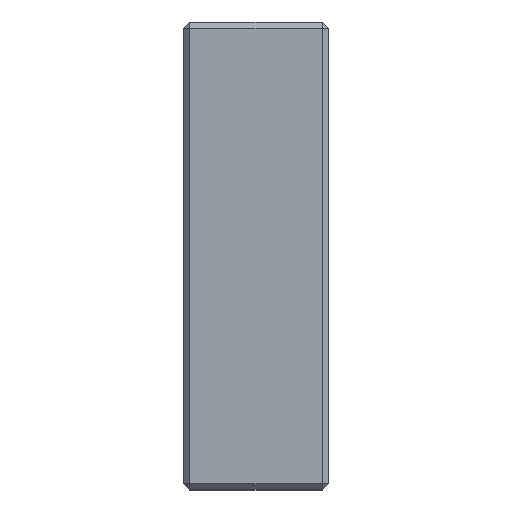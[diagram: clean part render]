
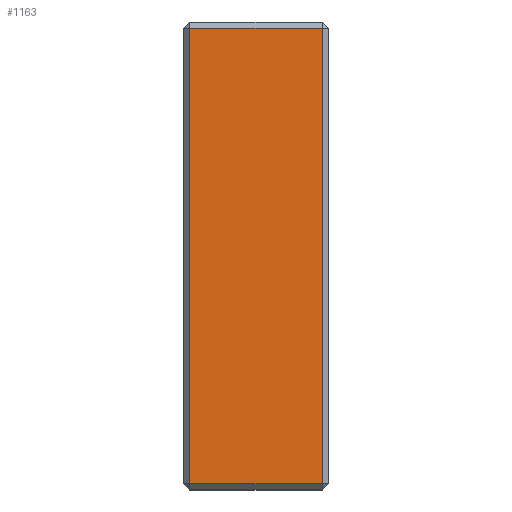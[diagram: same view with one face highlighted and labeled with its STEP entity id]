
A CAD part, left-side view. The second image highlights one B-rep face of the part: STEP entity #1163.
In plain terms, the highlighted planar face has unit normal (-1, 0, 0).
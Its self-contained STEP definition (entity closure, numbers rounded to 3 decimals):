
#160 = EDGE_CURVE ( 'NONE', #724, #305, #921, .T. ) ;
#169 = ORIENTED_EDGE ( 'NONE', *, *, #160, .T. ) ;
#234 = CARTESIAN_POINT ( 'NONE',  ( -345., 22.5, -70.5 ) ) ;
#260 = EDGE_LOOP ( 'NONE', ( #1592, #169, #1508, #1904 ) ) ;
#305 = VERTEX_POINT ( 'NONE', #1961 ) ;
#322 = CARTESIAN_POINT ( 'NONE',  ( -345., 20.5, -70.5 ) ) ;
#438 = CARTESIAN_POINT ( 'NONE',  ( -345., -20.5, 70.5 ) ) ;
#578 = EDGE_CURVE ( 'NONE', #770, #724, #2470, .T. ) ;
#634 = CARTESIAN_POINT ( 'NONE',  ( -345., 22.5, 70.5 ) ) ;
#702 = VECTOR ( 'NONE', #1333, 1000. ) ;
#714 = LINE ( 'NONE', #1935, #1664 ) ;
#720 = DIRECTION ( 'NONE',  ( 1., 0., 0. ) ) ;
#724 = VERTEX_POINT ( 'NONE', #322 ) ;
#751 = VECTOR ( 'NONE', #2101, 1000. ) ;
#770 = VERTEX_POINT ( 'NONE', #2110 ) ;
#921 = LINE ( 'NONE', #234, #751 ) ;
#948 = PLANE ( 'NONE',  #1595 ) ;
#1163 = ADVANCED_FACE ( 'NONE', ( #2033 ), #948, .F. ) ;
#1262 = CARTESIAN_POINT ( 'NONE',  ( -345., 22.5, 72.5 ) ) ;
#1333 = DIRECTION ( 'NONE',  ( 0., 0., -1. ) ) ;
#1358 = DIRECTION ( 'NONE',  ( 0., 0., -1. ) ) ;
#1405 = VERTEX_POINT ( 'NONE', #438 ) ;
#1478 = CARTESIAN_POINT ( 'NONE',  ( -345., 20.5, -72.5 ) ) ;
#1495 = DIRECTION ( 'NONE',  ( 0., 1., 0. ) ) ;
#1508 = ORIENTED_EDGE ( 'NONE', *, *, #1947, .T. ) ;
#1592 = ORIENTED_EDGE ( 'NONE', *, *, #578, .T. ) ;
#1595 = AXIS2_PLACEMENT_3D ( 'NONE', #1262, #720, #1358 ) ;
#1664 = VECTOR ( 'NONE', #2618, 1000. ) ;
#1853 = EDGE_CURVE ( 'NONE', #1405, #770, #2702, .T. ) ;
#1904 = ORIENTED_EDGE ( 'NONE', *, *, #1853, .T. ) ;
#1935 = CARTESIAN_POINT ( 'NONE',  ( -345., -20.5, 72.5 ) ) ;
#1947 = EDGE_CURVE ( 'NONE', #305, #1405, #714, .T. ) ;
#1961 = CARTESIAN_POINT ( 'NONE',  ( -345., -20.5, -70.5 ) ) ;
#2033 = FACE_OUTER_BOUND ( 'NONE', #260, .T. ) ;
#2101 = DIRECTION ( 'NONE',  ( 0., -1., 0. ) ) ;
#2110 = CARTESIAN_POINT ( 'NONE',  ( -345., 20.5, 70.5 ) ) ;
#2336 = VECTOR ( 'NONE', #1495, 1000. ) ;
#2470 = LINE ( 'NONE', #1478, #702 ) ;
#2618 = DIRECTION ( 'NONE',  ( 0., 0., 1. ) ) ;
#2702 = LINE ( 'NONE', #634, #2336 ) ;
